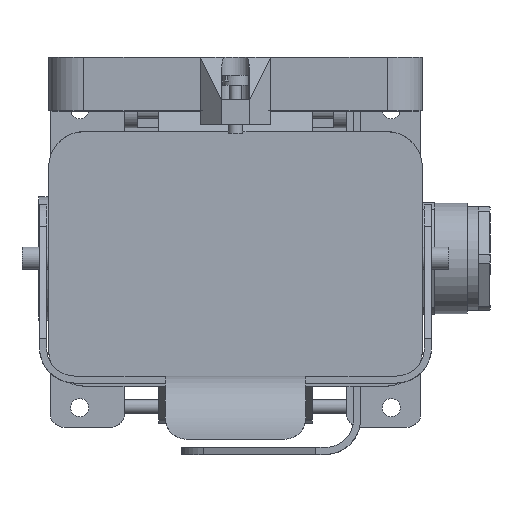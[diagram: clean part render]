
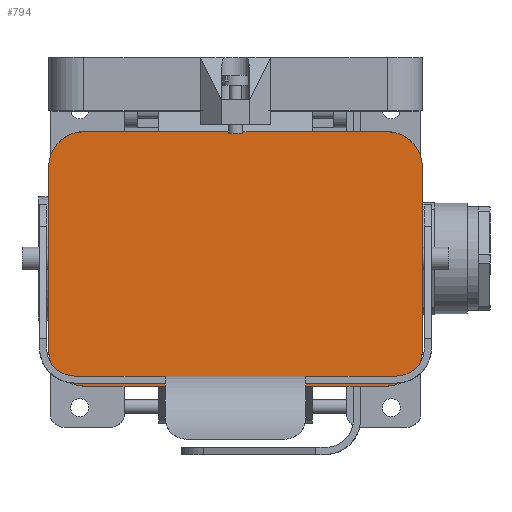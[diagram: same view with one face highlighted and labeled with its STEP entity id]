
A CAD part, top view. The second image highlights one B-rep face of the part: STEP entity #794.
In plain terms, the highlighted planar face has unit normal (0, 0, 1).
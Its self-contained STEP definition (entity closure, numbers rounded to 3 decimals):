
#794 = ADVANCED_FACE( '', ( #1749 ), #1750, .T. );
#1749 = FACE_OUTER_BOUND( '', #2864, .T. );
#1750 = PLANE( '', #2865 );
#2864 = EDGE_LOOP( '', ( #5186, #5187, #5188, #5189, #5190, #5191, #5192, #5193, #5194, #5195, #5196, #5197, #5198, #5199 ) );
#2865 = AXIS2_PLACEMENT_3D( '', #5200, #5201, #5202 );
#5186 = ORIENTED_EDGE( '', *, *, #6810, .F. );
#5187 = ORIENTED_EDGE( '', *, *, #7311, .T. );
#5188 = ORIENTED_EDGE( '', *, *, #6434, .T. );
#5189 = ORIENTED_EDGE( '', *, *, #7312, .F. );
#5190 = ORIENTED_EDGE( '', *, *, #7313, .F. );
#5191 = ORIENTED_EDGE( '', *, *, #7314, .F. );
#5192 = ORIENTED_EDGE( '', *, *, #7315, .T. );
#5193 = ORIENTED_EDGE( '', *, *, #6437, .T. );
#5194 = ORIENTED_EDGE( '', *, *, #6791, .F. );
#5195 = ORIENTED_EDGE( '', *, *, #7316, .T. );
#5196 = ORIENTED_EDGE( '', *, *, #7317, .T. );
#5197 = ORIENTED_EDGE( '', *, *, #6794, .T. );
#5198 = ORIENTED_EDGE( '', *, *, #7263, .F. );
#5199 = ORIENTED_EDGE( '', *, *, #7116, .F. );
#5200 = CARTESIAN_POINT( '', ( -54., 32.75, 19. ) );
#5201 = DIRECTION( '', ( 0., 0., 1. ) );
#5202 = DIRECTION( '', ( 1., 0., 0. ) );
#6434 = EDGE_CURVE( '', #7699, #7697, #7700, .T. );
#6437 = EDGE_CURVE( '', #7703, #7704, #7705, .F. );
#6791 = EDGE_CURVE( '', #8300, #7704, #8302, .T. );
#6794 = EDGE_CURVE( '', #8306, #8304, #8307, .T. );
#6810 = EDGE_CURVE( '', #8189, #7991, #8331, .T. );
#7116 = EDGE_CURVE( '', #7991, #8800, #8801, .T. );
#7263 = EDGE_CURVE( '', #8800, #8304, #9014, .T. );
#7311 = EDGE_CURVE( '', #8189, #7699, #9072, .T. );
#7312 = EDGE_CURVE( '', #9073, #7697, #9074, .T. );
#7313 = EDGE_CURVE( '', #9075, #9073, #9076, .T. );
#7314 = EDGE_CURVE( '', #8772, #9075, #9077, .T. );
#7315 = EDGE_CURVE( '', #8772, #7703, #9078, .T. );
#7316 = EDGE_CURVE( '', #8300, #9079, #9080, .T. );
#7317 = EDGE_CURVE( '', #9079, #8306, #9081, .T. );
#7697 = VERTEX_POINT( '', #9576 );
#7699 = VERTEX_POINT( '', #9579 );
#7700 = CIRCLE( '', #9580, 12.5 );
#7703 = VERTEX_POINT( '', #9584 );
#7704 = VERTEX_POINT( '', #9585 );
#7705 = CIRCLE( '', #9586, 5. );
#7991 = VERTEX_POINT( '', #10019 );
#8189 = VERTEX_POINT( '', #10299 );
#8300 = VERTEX_POINT( '', #10459 );
#8302 = LINE( '', #10462, #10463 );
#8304 = VERTEX_POINT( '', #10465 );
#8306 = VERTEX_POINT( '', #10468 );
#8307 = LINE( '', #10469, #10470 );
#8331 = LINE( '', #10500, #10501 );
#8772 = VERTEX_POINT( '', #11118 );
#8800 = VERTEX_POINT( '', #11157 );
#8801 = LINE( '', #11158, #11159 );
#9014 = CIRCLE( '', #11443, 12.5 );
#9072 = LINE( '', #11525, #11526 );
#9073 = VERTEX_POINT( '', #11527 );
#9074 = LINE( '', #11528, #11529 );
#9075 = VERTEX_POINT( '', #11530 );
#9076 = CIRCLE( '', #11531, 12.5 );
#9077 = LINE( '', #11532, #11533 );
#9078 = LINE( '', #11534, #11535 );
#9079 = VERTEX_POINT( '', #11536 );
#9080 = LINE( '', #11537, #11538 );
#9081 = CIRCLE( '', #11539, 12.5 );
#9576 = CARTESIAN_POINT( '', ( 66.5, -32.75, 19. ) );
#9579 = CARTESIAN_POINT( '', ( 54., -45.25, 19. ) );
#9580 = AXIS2_PLACEMENT_3D( '', #12039, #12040, #12041 );
#9584 = CARTESIAN_POINT( '', ( 4.33, 45.25, 19. ) );
#9585 = CARTESIAN_POINT( '', ( -4.33, 45.25, 19. ) );
#9586 = AXIS2_PLACEMENT_3D( '', #12043, #12044, #12045 );
#10019 = CARTESIAN_POINT( '', ( -27.25, -45.25, 19. ) );
#10299 = CARTESIAN_POINT( '', ( 27.25, -45.25, 19. ) );
#10459 = CARTESIAN_POINT( '', ( -12.5, 45.25, 19. ) );
#10462 = CARTESIAN_POINT( '', ( -132.126, 45.25, 19. ) );
#10463 = VECTOR( '', #12465, 1000. );
#10465 = CARTESIAN_POINT( '', ( -66.5, -32.75, 19. ) );
#10468 = CARTESIAN_POINT( '', ( -66.5, 32.75, 19. ) );
#10469 = CARTESIAN_POINT( '', ( -66.5, 32.75, 19. ) );
#10470 = VECTOR( '', #12467, 1000. );
#10500 = CARTESIAN_POINT( '', ( 0., -45.25, 19. ) );
#10501 = VECTOR( '', #12492, 1000. );
#11118 = CARTESIAN_POINT( '', ( 12.5, 45.25, 19. ) );
#11157 = CARTESIAN_POINT( '', ( -54., -45.25, 19. ) );
#11158 = CARTESIAN_POINT( '', ( 0., -45.25, 19. ) );
#11159 = VECTOR( '', #12844, 1000. );
#11443 = AXIS2_PLACEMENT_3D( '', #13042, #13043, #13044 );
#11525 = CARTESIAN_POINT( '', ( 0., -45.25, 19. ) );
#11526 = VECTOR( '', #13090, 1000. );
#11527 = CARTESIAN_POINT( '', ( 66.5, 32.75, 19. ) );
#11528 = CARTESIAN_POINT( '', ( 66.5, 32.75, 19. ) );
#11529 = VECTOR( '', #13091, 1000. );
#11530 = CARTESIAN_POINT( '', ( 54., 45.25, 19. ) );
#11531 = AXIS2_PLACEMENT_3D( '', #13092, #13093, #13094 );
#11532 = CARTESIAN_POINT( '', ( 0., 45.25, 19. ) );
#11533 = VECTOR( '', #13095, 1000. );
#11534 = CARTESIAN_POINT( '', ( 132.126, 45.25, 19. ) );
#11535 = VECTOR( '', #13096, 1000. );
#11536 = CARTESIAN_POINT( '', ( -54., 45.25, 19. ) );
#11537 = CARTESIAN_POINT( '', ( 0., 45.25, 19. ) );
#11538 = VECTOR( '', #13097, 1000. );
#11539 = AXIS2_PLACEMENT_3D( '', #13098, #13099, #13100 );
#12039 = CARTESIAN_POINT( '', ( 54., -32.75, 19. ) );
#12040 = DIRECTION( '', ( 0., 0., 1. ) );
#12041 = DIRECTION( '', ( -1., 0., 0. ) );
#12043 = CARTESIAN_POINT( '', ( 0., 47.75, 19. ) );
#12044 = DIRECTION( '', ( 0., 0., 1. ) );
#12045 = DIRECTION( '', ( 1., 0., 0. ) );
#12465 = DIRECTION( '', ( 1., 0., 0. ) );
#12467 = DIRECTION( '', ( 0., -1., 0. ) );
#12492 = DIRECTION( '', ( -1., 0., 0. ) );
#12844 = DIRECTION( '', ( -1., 0., 0. ) );
#13042 = CARTESIAN_POINT( '', ( -54., -32.75, 19. ) );
#13043 = DIRECTION( '', ( 0., 0., -1. ) );
#13044 = DIRECTION( '', ( 1., 0., 0. ) );
#13090 = DIRECTION( '', ( 1., 0., 0. ) );
#13091 = DIRECTION( '', ( 0., -1., 0. ) );
#13092 = CARTESIAN_POINT( '', ( 54., 32.75, 19. ) );
#13093 = DIRECTION( '', ( 0., 0., -1. ) );
#13094 = DIRECTION( '', ( -1., 0., 0. ) );
#13095 = DIRECTION( '', ( 1., 0., 0. ) );
#13096 = DIRECTION( '', ( -1., 0., 0. ) );
#13097 = DIRECTION( '', ( -1., 0., 0. ) );
#13098 = CARTESIAN_POINT( '', ( -54., 32.75, 19. ) );
#13099 = DIRECTION( '', ( 0., 0., 1. ) );
#13100 = DIRECTION( '', ( 1., 0., 0. ) );
